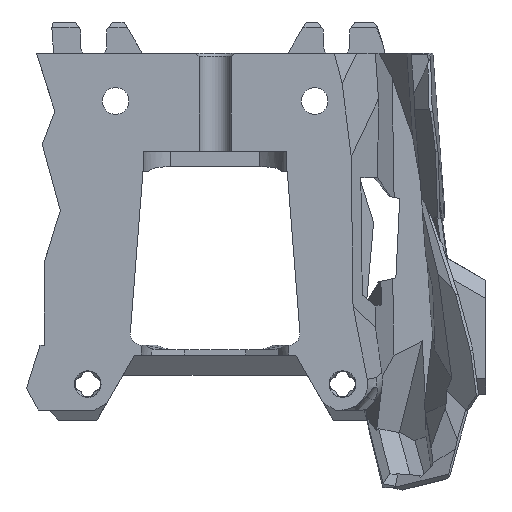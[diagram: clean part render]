
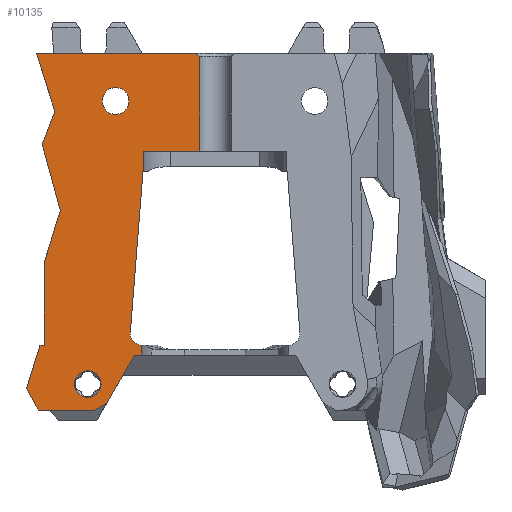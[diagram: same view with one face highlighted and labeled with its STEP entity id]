
A CAD part, front view. The second image highlights one B-rep face of the part: STEP entity #10135.
In plain terms, the highlighted planar face has unit normal (0, -1, 0).
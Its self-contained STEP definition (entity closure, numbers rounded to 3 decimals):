
#156=FACE_BOUND('',#1147,.T.);
#157=FACE_BOUND('',#1148,.T.);
#297=CIRCLE('',#10613,1.5);
#304=CIRCLE('',#10694,1.7);
#305=CIRCLE('',#10695,1.7);
#608=FACE_OUTER_BOUND('',#1146,.T.);
#1146=EDGE_LOOP('',(#7592,#7593,#7594,#7595,#7596,#7597,#7598,#7599,#7600,
#7601,#7602,#7603,#7604,#7605,#7606,#7607,#7608,#7609,#7610,#7611,#7612,
#7613));
#1147=EDGE_LOOP('',(#7614));
#1148=EDGE_LOOP('',(#7615));
#1859=LINE('',#14659,#3102);
#1894=LINE('',#14869,#3137);
#1929=LINE('',#15460,#3172);
#1934=LINE('',#15471,#3177);
#2059=LINE('',#15798,#3302);
#2063=LINE('',#15816,#3306);
#2067=LINE('',#15826,#3310);
#2087=LINE('',#15907,#3330);
#2088=LINE('',#15910,#3331);
#2089=LINE('',#15912,#3332);
#2090=LINE('',#15914,#3333);
#2091=LINE('',#15915,#3334);
#2092=LINE('',#15917,#3335);
#2093=LINE('',#15919,#3336);
#2094=LINE('',#15921,#3337);
#2095=LINE('',#15923,#3338);
#2096=LINE('',#15924,#3339);
#2097=LINE('',#15926,#3340);
#2098=LINE('',#15928,#3341);
#2099=LINE('',#15930,#3342);
#2100=LINE('',#15931,#3343);
#3102=VECTOR('',#11692,10.);
#3137=VECTOR('',#11767,10.);
#3172=VECTOR('',#11836,10.);
#3177=VECTOR('',#11845,10.);
#3302=VECTOR('',#12062,10.);
#3306=VECTOR('',#12068,10.);
#3310=VECTOR('',#12076,10.);
#3330=VECTOR('',#12114,10.);
#3331=VECTOR('',#12119,10.);
#3332=VECTOR('',#12120,10.);
#3333=VECTOR('',#12121,10.);
#3334=VECTOR('',#12122,10.);
#3335=VECTOR('',#12123,10.);
#3336=VECTOR('',#12124,10.);
#3337=VECTOR('',#12125,10.);
#3338=VECTOR('',#12126,10.);
#3339=VECTOR('',#12127,10.);
#3340=VECTOR('',#12128,10.);
#3341=VECTOR('',#12129,10.);
#3342=VECTOR('',#12130,10.);
#3343=VECTOR('',#12131,10.);
#4324=VERTEX_POINT('',#14656);
#4325=VERTEX_POINT('',#14658);
#4359=VERTEX_POINT('',#14861);
#4360=VERTEX_POINT('',#14862);
#4361=VERTEX_POINT('',#14867);
#4395=VERTEX_POINT('',#15457);
#4396=VERTEX_POINT('',#15459);
#4400=VERTEX_POINT('',#15469);
#4492=VERTEX_POINT('',#15797);
#4496=VERTEX_POINT('',#15813);
#4497=VERTEX_POINT('',#15815);
#4500=VERTEX_POINT('',#15823);
#4501=VERTEX_POINT('',#15825);
#4515=VERTEX_POINT('',#15911);
#4516=VERTEX_POINT('',#15913);
#4517=VERTEX_POINT('',#15916);
#4518=VERTEX_POINT('',#15918);
#4519=VERTEX_POINT('',#15920);
#4520=VERTEX_POINT('',#15922);
#4521=VERTEX_POINT('',#15925);
#4522=VERTEX_POINT('',#15927);
#4523=VERTEX_POINT('',#15929);
#4524=VERTEX_POINT('',#15932);
#4525=VERTEX_POINT('',#15934);
#5375=EDGE_CURVE('',#4324,#4325,#1859,.T.);
#5422=EDGE_CURVE('',#4359,#4360,#297,.T.);
#5426=EDGE_CURVE('',#4359,#4361,#1894,.T.);
#5492=EDGE_CURVE('',#4395,#4396,#1929,.T.);
#5498=EDGE_CURVE('',#4400,#4395,#1934,.T.);
#5633=EDGE_CURVE('',#4492,#4360,#2059,.T.);
#5639=EDGE_CURVE('',#4496,#4497,#2063,.T.);
#5644=EDGE_CURVE('',#4501,#4500,#2067,.F.);
#5671=EDGE_CURVE('',#4400,#4492,#2087,.T.);
#5673=EDGE_CURVE('',#4361,#4501,#2088,.T.);
#5674=EDGE_CURVE('',#4500,#4515,#2089,.T.);
#5675=EDGE_CURVE('',#4515,#4516,#2090,.F.);
#5676=EDGE_CURVE('',#4325,#4516,#2091,.T.);
#5677=EDGE_CURVE('',#4324,#4517,#2092,.T.);
#5678=EDGE_CURVE('',#4517,#4518,#2093,.F.);
#5679=EDGE_CURVE('',#4519,#4518,#2094,.T.);
#5680=EDGE_CURVE('',#4519,#4520,#2095,.T.);
#5681=EDGE_CURVE('',#4497,#4520,#2096,.T.);
#5682=EDGE_CURVE('',#4521,#4496,#2097,.T.);
#5683=EDGE_CURVE('',#4521,#4522,#2098,.F.);
#5684=EDGE_CURVE('',#4523,#4522,#2099,.T.);
#5685=EDGE_CURVE('',#4396,#4523,#2100,.T.);
#5686=EDGE_CURVE('',#4524,#4524,#304,.T.);
#5687=EDGE_CURVE('',#4525,#4525,#305,.T.);
#7592=ORIENTED_EDGE('',*,*,#5498,.F.);
#7593=ORIENTED_EDGE('',*,*,#5671,.T.);
#7594=ORIENTED_EDGE('',*,*,#5633,.T.);
#7595=ORIENTED_EDGE('',*,*,#5422,.F.);
#7596=ORIENTED_EDGE('',*,*,#5426,.T.);
#7597=ORIENTED_EDGE('',*,*,#5673,.T.);
#7598=ORIENTED_EDGE('',*,*,#5644,.T.);
#7599=ORIENTED_EDGE('',*,*,#5674,.T.);
#7600=ORIENTED_EDGE('',*,*,#5675,.T.);
#7601=ORIENTED_EDGE('',*,*,#5676,.F.);
#7602=ORIENTED_EDGE('',*,*,#5375,.F.);
#7603=ORIENTED_EDGE('',*,*,#5677,.T.);
#7604=ORIENTED_EDGE('',*,*,#5678,.T.);
#7605=ORIENTED_EDGE('',*,*,#5679,.F.);
#7606=ORIENTED_EDGE('',*,*,#5680,.T.);
#7607=ORIENTED_EDGE('',*,*,#5681,.F.);
#7608=ORIENTED_EDGE('',*,*,#5639,.F.);
#7609=ORIENTED_EDGE('',*,*,#5682,.F.);
#7610=ORIENTED_EDGE('',*,*,#5683,.T.);
#7611=ORIENTED_EDGE('',*,*,#5684,.F.);
#7612=ORIENTED_EDGE('',*,*,#5685,.F.);
#7613=ORIENTED_EDGE('',*,*,#5492,.F.);
#7614=ORIENTED_EDGE('',*,*,#5686,.T.);
#7615=ORIENTED_EDGE('',*,*,#5687,.F.);
#9685=PLANE('',#10693);
#10135=ADVANCED_FACE('',(#608,#156,#157),#9685,.F.);
#10613=AXIS2_PLACEMENT_3D('',#14863,#11760,#11761);
#10693=AXIS2_PLACEMENT_3D('',#15909,#12117,#12118);
#10694=AXIS2_PLACEMENT_3D('',#15933,#12132,#12133);
#10695=AXIS2_PLACEMENT_3D('',#15935,#12134,#12135);
#11692=DIRECTION('',(1.,0.,0.));
#11760=DIRECTION('center_axis',(0.,-1.,0.));
#11761=DIRECTION('ref_axis',(-0.734,0.,-0.679));
#11767=DIRECTION('',(0.078,0.,0.997));
#11836=DIRECTION('',(-0.5,0.,-0.866));
#11845=DIRECTION('',(-1.,0.,0.));
#12062=DIRECTION('',(-1.,0.,0.));
#12068=DIRECTION('',(1.,0.,0.));
#12076=DIRECTION('',(0.,0.,-1.));
#12114=DIRECTION('',(0.097,0.,0.995));
#12117=DIRECTION('center_axis',(0.,1.,0.));
#12118=DIRECTION('ref_axis',(0.,0.,
1.));
#12119=DIRECTION('',(1.,0.,0.));
#12120=DIRECTION('',(1.,0.,0.));
#12121=DIRECTION('',(0.,0.,-1.));
#12122=DIRECTION('',(0.707,0.,-0.707));
#12123=DIRECTION('',(0.299,0.,-0.954));
#12124=DIRECTION('',(0.355,0.,0.935));
#12125=DIRECTION('',(-0.264,0.,0.964));
#12126=DIRECTION('',(-0.298,0.,-0.955));
#12127=DIRECTION('',(0.,0.,1.));
#12128=DIRECTION('',(0.298,0.,0.955));
#12129=DIRECTION('',(-0.481,0.,0.877));
#12130=DIRECTION('',(-1.,0.,0.));
#12131=DIRECTION('',(-0.866,0.,-0.5));
#12132=DIRECTION('center_axis',(0.,1.,0.));
#12133=DIRECTION('ref_axis',(1.,0.,0.));
#12134=DIRECTION('center_axis',(0.,-1.,0.));
#12135=DIRECTION('ref_axis',(0.,0.,
-1.));
#14656=CARTESIAN_POINT('',(-22.767,0.,61.5));
#14658=CARTESIAN_POINT('',(-2.45,0.,61.5));
#14659=CARTESIAN_POINT('',(-19.733,0.,61.5));
#14861=CARTESIAN_POINT('',(-10.82,0.,25.868));
#14862=CARTESIAN_POINT('',(-9.324,0.,24.25));
#14863=CARTESIAN_POINT('Origin',(-9.324,0.,
25.75));
#14867=CARTESIAN_POINT('',(-9.2,0.,46.446));
#14869=CARTESIAN_POINT('',(-10.561,0.,29.149));
#15457=CARTESIAN_POINT('',(-10.304,0.,23.));
#15459=CARTESIAN_POINT('',(-13.845,0.,16.867));
#15460=CARTESIAN_POINT('',(-11.565,0.,20.816));
#15469=CARTESIAN_POINT('',(-9.439,0.,23.));
#15471=CARTESIAN_POINT('',(-8.349,0.,23.));
#15797=CARTESIAN_POINT('',(-9.317,0.,24.25));
#15798=CARTESIAN_POINT('',(13.822,0.,24.25));
#15813=CARTESIAN_POINT('',(-22.344,0.,24.25));
#15815=CARTESIAN_POINT('',(-21.769,0.,24.25));
#15816=CARTESIAN_POINT('',(1.795,0.,24.25));
#15823=CARTESIAN_POINT('',(-9.15,0.,49.));
#15825=CARTESIAN_POINT('',(-9.15,0.,46.446));
#15826=CARTESIAN_POINT('',(-9.15,0.,49.));
#15907=CARTESIAN_POINT('',(-7.939,0.,38.375));
#15909=CARTESIAN_POINT('Origin',(16.698,0.,
31.934));
#15910=CARTESIAN_POINT('',(1.795,0.,46.446));
#15911=CARTESIAN_POINT('',(-2.05,0.,49.));
#15912=CARTESIAN_POINT('',(8.349,0.,49.));
#15913=CARTESIAN_POINT('',(-2.05,0.,61.1));
#15914=CARTESIAN_POINT('',(-2.05,0.,49.));
#15915=CARTESIAN_POINT('',(-2.25,0.,61.3));
#15916=CARTESIAN_POINT('',(-20.455,0.,54.132));
#15917=CARTESIAN_POINT('',(-22.767,0.,61.5));
#15918=CARTESIAN_POINT('',(-22.056,0.,49.916));
#15919=CARTESIAN_POINT('',(-23.902,0.,45.055));
#15920=CARTESIAN_POINT('',(-19.739,0.,41.455));
#15921=CARTESIAN_POINT('',(-19.579,0.,40.87));
#15922=CARTESIAN_POINT('',(-21.769,0.,34.956));
#15923=CARTESIAN_POINT('',(-19.739,0.,41.455));
#15924=CARTESIAN_POINT('',(-21.769,0.,28.03));
#15925=CARTESIAN_POINT('',(-24.067,0.,18.732));
#15926=CARTESIAN_POINT('',(-23.108,0.,21.804));
#15927=CARTESIAN_POINT('',(-22.569,0.,16.001));
#15928=CARTESIAN_POINT('',(-25.05,0.,20.521));
#15929=CARTESIAN_POINT('',(-15.345,0.,16.001));
#15930=CARTESIAN_POINT('',(-23.493,0.,16.001));
#15931=CARTESIAN_POINT('',(0.496,0.,25.147));
#15932=CARTESIAN_POINT('',(-17.95,0.,19.301));
#15933=CARTESIAN_POINT('Origin',(-16.25,0.,
19.301));
#15934=CARTESIAN_POINT('',(-12.7,0.,57.124));
#15935=CARTESIAN_POINT('Origin',(-12.7,0.,
55.424));
